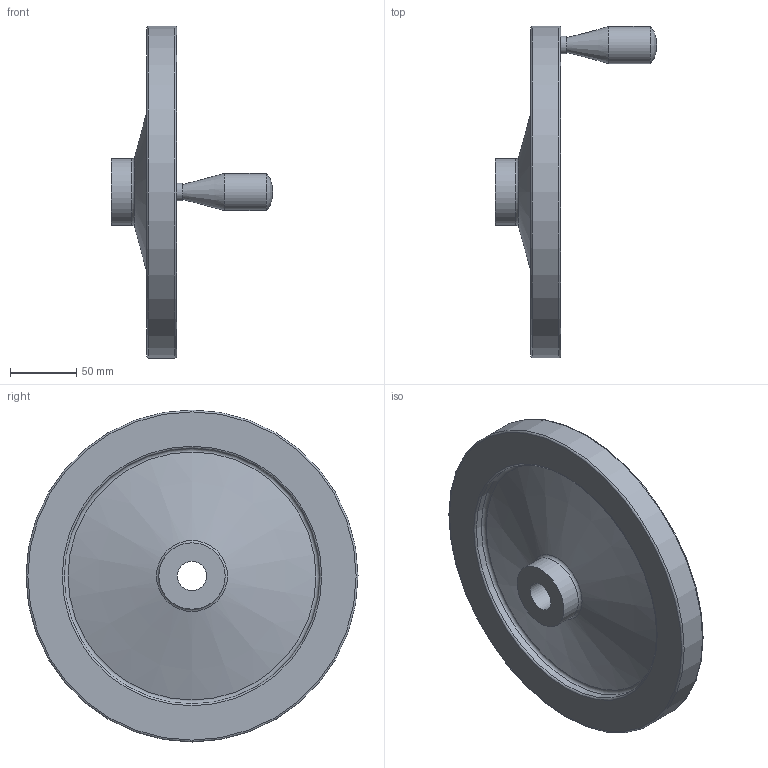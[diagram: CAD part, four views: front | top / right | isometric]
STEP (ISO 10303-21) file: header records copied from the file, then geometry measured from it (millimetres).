
FILE_DESCRIPTION( ( 'STEP AP214' ), '1' );
FILE_NAME( 'K0161.2250X22.stp', '2020-11-26T10:17:14', ( '' ), ( '' ), ' ', 'PARTsolutions', ' ' );
FILE_SCHEMA( ( 'AUTOMOTIVE_DESIGN { 1 0 10303 214 1 1 1 1 }' ) );
Length unit declared in the file: millimetre
Products named in the file (1): _K0161.2250X22
Bounding box: 121.24 x 250 x 250 mm (x, y, z)
Volume: 740890.2 mm3; surface area: 134066.1 mm2
Topology: 1 solids, 1 shells, 24 faces, 46 edges, 27 vertices
Faces by surface type: cylinder 8, torus 7, plane 5, cone 3, bspline 1
Full cylindrical faces by diameter (mm): 13.44 x1, 22 x1, 28 x1, 50 x2, 185 x1, 192.625 x1, 250 x1
Entity records: 723 total; most frequent: CARTESIAN_POINT 101, DIRECTION 96, AXIS2_PLACEMENT_3D 48, EDGE_LOOP 48, ORIENTED_EDGE 48, FACE_OUTER_BOUND 39, VERTEX_POINT 25, STYLED_ITEM 24
